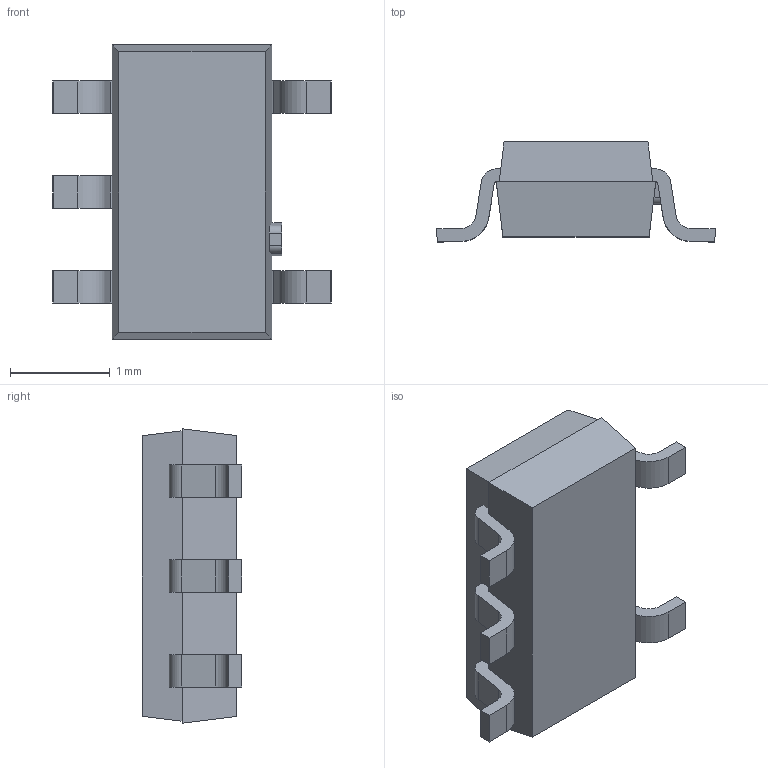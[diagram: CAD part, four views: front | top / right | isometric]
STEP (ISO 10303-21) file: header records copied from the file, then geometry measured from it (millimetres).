
FILE_DESCRIPTION (( '3D model for products with SOT753 package' ), '1' );
FILE_NAME ('SOT753.step', '2018-11-30T08:46:21', ( 'Nexperia' ), ( 'Nexperia' ), 'SwSTEP 2.0', '', '' );
FILE_SCHEMA (( 'AUTOMOTIVE_DESIGN' ));
Length unit declared in the file: millimetre
Products named in the file (4): SOT753 step; SOT753 Upper mold body; SOT753 Lead; SOT753 Lower mold body
Assembly tree (7 placements, depth 2):
  SOT753 step
    SOT753 Lower mold body
    SOT753 Lead  x5
    SOT753 Upper mold body
Bounding box: 2.79 x 1 x 2.95 mm (x, y, z)
Volume: 4.4 mm3; surface area: 32.4 mm2
Topology: 7 solids, 7 shells, 118 faces, 303 edges, 202 vertices
Faces by surface type: plane 81, cylinder 37
Entity records: 2190 total; most frequent: CARTESIAN_POINT 343, DIRECTION 341, ORIENTED_EDGE 318, EDGE_CURVE 159, LINE 117, VECTOR 117, AXIS2_PLACEMENT_3D 112, VERTEX_POINT 106
